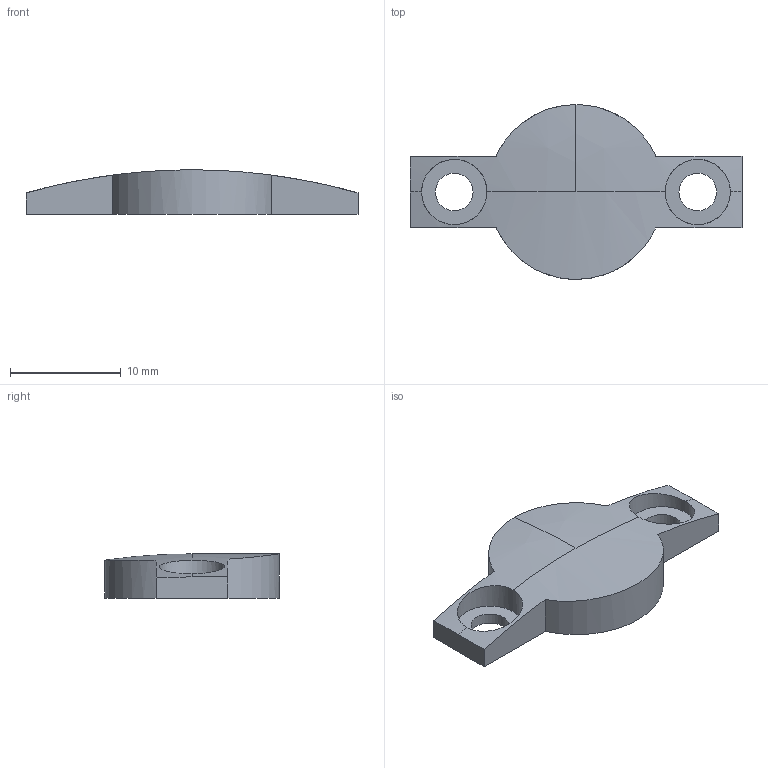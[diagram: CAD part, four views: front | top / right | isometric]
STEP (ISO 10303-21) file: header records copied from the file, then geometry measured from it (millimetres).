
FILE_DESCRIPTION(('FreeCAD Model'),'2;1');
FILE_NAME('Art4BBearingFix.step', '2017-01-10T08:57:16',('Author'),(''), 'Open CASCADE STEP processor 6.8','FreeCAD','Unknown');
FILE_SCHEMA(('AUTOMOTIVE_DESIGN_CC2 { 1 2 10303 214 -1 1 5 4 }'));
Length unit declared in the file: millimetre
Products named in the file (2): ASSEMBLY; Art4BearingFix
Assembly tree (1 placements, depth 2):
  ASSEMBLY
    Art4BearingFix
Bounding box: 30 x 15.8 x 4 mm (x, y, z)
Volume: 885.6 mm3; surface area: 879.5 mm2
Topology: 1 solids, 1 shells, 18 faces, 47 edges, 31 vertices
Faces by surface type: plane 9, cylinder 7, sphere 2
Full cylindrical faces by diameter (mm): 3.4 x2, 5.9 x2
Entity records: 2081 total; most frequent: CARTESIAN_POINT 1131, DIRECTION 162, ORIENTED_EDGE 94, PCURVE 94, DEFINITIONAL_REPRESENTATION 94, LINE 72, VECTOR 72, EDGE_CURVE 47
